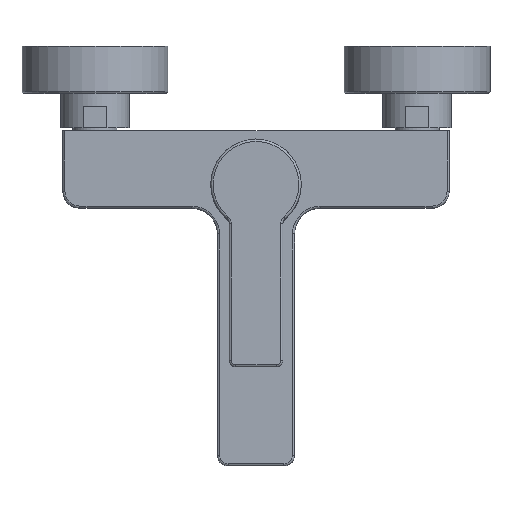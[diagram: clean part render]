
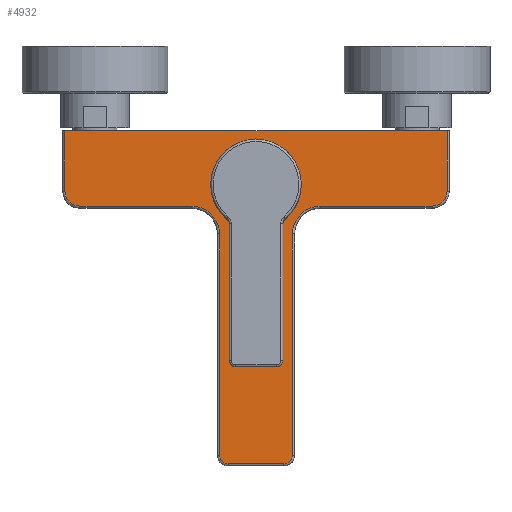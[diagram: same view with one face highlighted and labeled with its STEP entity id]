
A CAD part, top view. The second image highlights one B-rep face of the part: STEP entity #4932.
In plain terms, the highlighted face is planar.
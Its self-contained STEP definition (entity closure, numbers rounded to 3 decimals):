
#149=FACE_BOUND('',#1456,.T.);
#150=FACE_BOUND('',#1457,.T.);
#417=LINE('',#7666,#735);
#464=LINE('',#12683,#782);
#465=LINE('',#12691,#783);
#466=LINE('',#12699,#784);
#467=LINE('',#12707,#785);
#468=LINE('',#12715,#786);
#469=LINE('',#12722,#787);
#470=LINE('',#12724,#788);
#735=VECTOR('',#6025,178.);
#782=VECTOR('',#6282,52.);
#783=VECTOR('',#6293,103.);
#784=VECTOR('',#6304,26.);
#785=VECTOR('',#6315,103.);
#786=VECTOR('',#6326,52.);
#787=VECTOR('',#6337,28.);
#788=VECTOR('',#6340,28.);
#1130=FACE_OUTER_BOUND('',#1455,.T.);
#1455=EDGE_LOOP('',(#3581,#3582,#3583,#3584,#3585,#3586,#3587,#3588,#3589,
#3590,#3591,#3592,#3593,#3594));
#1456=EDGE_LOOP('',(#3595));
#1457=EDGE_LOOP('',(#3596));
#1741=CIRCLE('',#5361,8.1);
#1786=CIRCLE('',#5445,7.);
#1790=CIRCLE('',#5451,13.);
#1793=CIRCLE('',#5456,4.);
#1796=CIRCLE('',#5461,4.);
#1799=CIRCLE('',#5466,13.);
#1802=CIRCLE('',#5471,7.);
#1804=CIRCLE('',#5476,21.1);
#2065=VERTEX_POINT('',#7651);
#2072=VERTEX_POINT('',#7664);
#2091=VERTEX_POINT('',#8217);
#2150=VERTEX_POINT('',#12676);
#2151=VERTEX_POINT('',#12677);
#2152=VERTEX_POINT('',#12682);
#2153=VERTEX_POINT('',#12686);
#2154=VERTEX_POINT('',#12690);
#2155=VERTEX_POINT('',#12694);
#2156=VERTEX_POINT('',#12698);
#2157=VERTEX_POINT('',#12702);
#2158=VERTEX_POINT('',#12706);
#2159=VERTEX_POINT('',#12710);
#2160=VERTEX_POINT('',#12714);
#2161=VERTEX_POINT('',#12718);
#2162=VERTEX_POINT('',#12726);
#2530=EDGE_CURVE('',#2065,#2072,#417,.T.);
#2557=EDGE_CURVE('',#2091,#2091,#1741,.T.);
#2668=EDGE_CURVE('',#2150,#2151,#1786,.T.);
#2671=EDGE_CURVE('',#2152,#2150,#464,.T.);
#2673=EDGE_CURVE('',#2153,#2152,#1790,.T.);
#2675=EDGE_CURVE('',#2154,#2153,#465,.T.);
#2677=EDGE_CURVE('',#2155,#2154,#1793,.T.);
#2679=EDGE_CURVE('',#2156,#2155,#466,.T.);
#2681=EDGE_CURVE('',#2157,#2156,#1796,.T.);
#2683=EDGE_CURVE('',#2158,#2157,#467,.T.);
#2685=EDGE_CURVE('',#2159,#2158,#1799,.T.);
#2687=EDGE_CURVE('',#2160,#2159,#468,.T.);
#2689=EDGE_CURVE('',#2161,#2160,#1802,.T.);
#2691=EDGE_CURVE('',#2072,#2161,#469,.T.);
#2692=EDGE_CURVE('',#2151,#2065,#470,.T.);
#2693=EDGE_CURVE('',#2162,#2162,#1804,.T.);
#3581=ORIENTED_EDGE('',*,*,#2692,.T.);
#3582=ORIENTED_EDGE('',*,*,#2530,.T.);
#3583=ORIENTED_EDGE('',*,*,#2691,.T.);
#3584=ORIENTED_EDGE('',*,*,#2689,.T.);
#3585=ORIENTED_EDGE('',*,*,#2687,.T.);
#3586=ORIENTED_EDGE('',*,*,#2685,.T.);
#3587=ORIENTED_EDGE('',*,*,#2683,.T.);
#3588=ORIENTED_EDGE('',*,*,#2681,.T.);
#3589=ORIENTED_EDGE('',*,*,#2679,.T.);
#3590=ORIENTED_EDGE('',*,*,#2677,.T.);
#3591=ORIENTED_EDGE('',*,*,#2675,.T.);
#3592=ORIENTED_EDGE('',*,*,#2673,.T.);
#3593=ORIENTED_EDGE('',*,*,#2671,.T.);
#3594=ORIENTED_EDGE('',*,*,#2668,.T.);
#3595=ORIENTED_EDGE('',*,*,#2693,.T.);
#3596=ORIENTED_EDGE('',*,*,#2557,.T.);
#4726=PLANE('',#5475);
#4932=ADVANCED_FACE('',(#1130,#149,#150),#4726,.T.);
#5361=AXIS2_PLACEMENT_3D('',#8218,#6072,#6073);
#5445=AXIS2_PLACEMENT_3D('',#12678,#6274,#6275);
#5451=AXIS2_PLACEMENT_3D('',#12687,#6287,#6288);
#5456=AXIS2_PLACEMENT_3D('',#12695,#6298,#6299);
#5461=AXIS2_PLACEMENT_3D('',#12703,#6309,#6310);
#5466=AXIS2_PLACEMENT_3D('',#12711,#6320,#6321);
#5471=AXIS2_PLACEMENT_3D('',#12719,#6331,#6332);
#5475=AXIS2_PLACEMENT_3D('',#12725,#6341,#6342);
#5476=AXIS2_PLACEMENT_3D('',#12727,#6343,#6344);
#6025=DIRECTION('',(-1.,0.,0.));
#6072=DIRECTION('center_axis',(0.,-1.,0.));
#6073=DIRECTION('ref_axis',(0.,0.,1.));
#6274=DIRECTION('center_axis',(0.,1.,0.));
#6275=DIRECTION('ref_axis',(0.,0.,1.));
#6282=DIRECTION('',(1.,0.,0.));
#6287=DIRECTION('center_axis',(0.,-1.,0.));
#6288=DIRECTION('ref_axis',(-1.,0.,0.));
#6293=DIRECTION('',(0.,0.,-1.));
#6298=DIRECTION('center_axis',(0.,1.,0.));
#6299=DIRECTION('ref_axis',(0.,0.,1.));
#6304=DIRECTION('',(1.,0.,0.));
#6309=DIRECTION('center_axis',(0.,1.,0.));
#6310=DIRECTION('ref_axis',(-1.,0.,0.));
#6315=DIRECTION('',(0.,0.,1.));
#6320=DIRECTION('center_axis',(0.,-1.,0.));
#6321=DIRECTION('ref_axis',(0.,0.,-1.));
#6326=DIRECTION('',(1.,0.,0.));
#6331=DIRECTION('center_axis',(0.,1.,0.));
#6332=DIRECTION('ref_axis',(-1.,0.,0.));
#6337=DIRECTION('',(0.,0.,1.));
#6340=DIRECTION('',(0.,0.,-1.));
#6341=DIRECTION('center_axis',(0.,1.,0.));
#6342=DIRECTION('ref_axis',(1.,0.,0.));
#6343=DIRECTION('center_axis',(0.,-1.,0.));
#6344=DIRECTION('ref_axis',(0.,0.,1.));
#7651=CARTESIAN_POINT('',(89.,0.,-18.));
#7664=CARTESIAN_POINT('',(-89.,0.,-18.));
#7666=CARTESIAN_POINT('',(89.,0.,-18.));
#8217=CARTESIAN_POINT('',(0.,0.,68.1));
#8218=CARTESIAN_POINT('Origin',(0.,0.,60.));
#12676=CARTESIAN_POINT('',(82.,0.,17.));
#12677=CARTESIAN_POINT('',(89.,0.,10.));
#12678=CARTESIAN_POINT('Origin',(82.,0.,10.));
#12682=CARTESIAN_POINT('',(30.,0.,17.));
#12683=CARTESIAN_POINT('',(30.,0.,17.));
#12686=CARTESIAN_POINT('',(17.,0.,30.));
#12687=CARTESIAN_POINT('Origin',(30.,0.,30.));
#12690=CARTESIAN_POINT('',(17.,0.,133.));
#12691=CARTESIAN_POINT('',(17.,0.,133.));
#12694=CARTESIAN_POINT('',(13.,0.,137.));
#12695=CARTESIAN_POINT('Origin',(13.,0.,133.));
#12698=CARTESIAN_POINT('',(-13.,0.,137.));
#12699=CARTESIAN_POINT('',(-13.,0.,137.));
#12702=CARTESIAN_POINT('',(-17.,0.,133.));
#12703=CARTESIAN_POINT('Origin',(-13.,0.,133.));
#12706=CARTESIAN_POINT('',(-17.,0.,30.));
#12707=CARTESIAN_POINT('',(-17.,0.,30.));
#12710=CARTESIAN_POINT('',(-30.,0.,17.));
#12711=CARTESIAN_POINT('Origin',(-30.,0.,30.));
#12714=CARTESIAN_POINT('',(-82.,0.,17.));
#12715=CARTESIAN_POINT('',(-82.,0.,17.));
#12718=CARTESIAN_POINT('',(-89.,0.,10.));
#12719=CARTESIAN_POINT('Origin',(-82.,0.,10.));
#12722=CARTESIAN_POINT('',(-89.,0.,-18.));
#12724=CARTESIAN_POINT('',(89.,0.,10.));
#12725=CARTESIAN_POINT('Origin',(0.,0.,0.));
#12726=CARTESIAN_POINT('',(0.,0.,28.1));
#12727=CARTESIAN_POINT('Origin',(0.,0.,7.));
